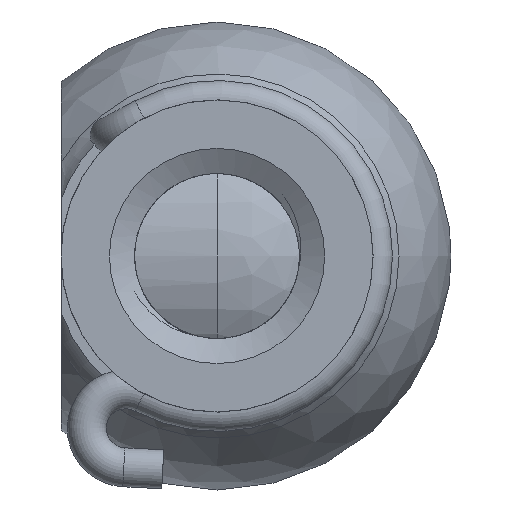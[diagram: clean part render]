
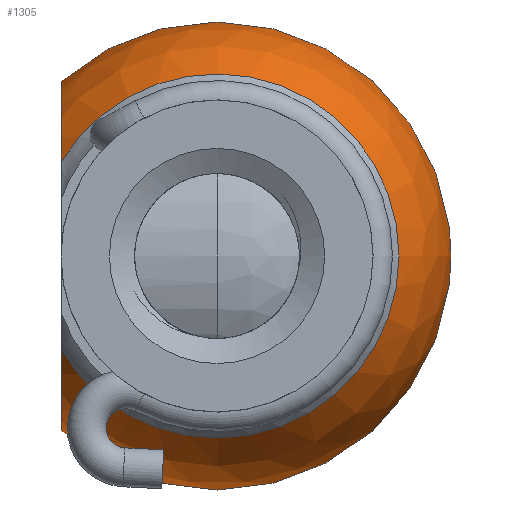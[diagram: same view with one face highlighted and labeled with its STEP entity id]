
A CAD part, left-side view. The second image highlights one B-rep face of the part: STEP entity #1305.
In plain terms, the highlighted spherical face has radius 6 mm.
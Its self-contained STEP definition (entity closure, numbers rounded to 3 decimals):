
#32=FACE_BOUND('',#142,.T.);
#39=SPHERICAL_SURFACE('',#1393,6.);
#79=FACE_OUTER_BOUND('',#141,.T.);
#141=EDGE_LOOP('',(#982,#983,#984,#985,#986));
#142=EDGE_LOOP('',(#987,#988));
#286=B_SPLINE_CURVE_WITH_KNOTS('',3,(#9872,#9873,#9874,#9875,#9876,#9877,
#9878,#9879,#9880,#9881,#9882,#9883,#9884,#9885,#9886,#9887,#9888,#9889,
#9890,#9891,#9892,#9893),.UNSPECIFIED.,.F.,.F.,(4,2,2,2,2,2,2,2,2,2,4),
(0.,0.024,0.047,0.073,0.099,
0.12,0.131,0.141,0.152,
0.162,0.182),.UNSPECIFIED.);
#287=B_SPLINE_CURVE_WITH_KNOTS('',3,(#9894,#9895,#9896,#9897,#9898,#9899,
#9900,#9901,#9902,#9903,#9904,#9905,#9906,#9907,#9908,#9909,#9910,#9911),
 .UNSPECIFIED.,.F.,.F.,(4,2,2,2,2,2,2,2,4),(0.182,0.207,
0.232,0.257,0.281,0.302,
0.322,0.342,0.362),.UNSPECIFIED.);
#313=CIRCLE('',#1389,4.667);
#314=CIRCLE('',#1390,4.667);
#317=CIRCLE('',#1394,4.472);
#318=CIRCLE('',#1395,6.);
#550=VERTEX_POINT('',#9809);
#551=VERTEX_POINT('',#9810);
#552=VERTEX_POINT('',#9812);
#559=VERTEX_POINT('',#9868);
#560=VERTEX_POINT('',#9870);
#561=VERTEX_POINT('',#9871);
#734=EDGE_CURVE('',#550,#551,#313,.T.);
#735=EDGE_CURVE('',#551,#552,#314,.T.);
#743=EDGE_CURVE('',#550,#552,#317,.T.);
#744=EDGE_CURVE('',#551,#559,#318,.T.);
#745=EDGE_CURVE('',#560,#561,#286,.T.);
#746=EDGE_CURVE('',#561,#560,#287,.T.);
#982=ORIENTED_EDGE('',*,*,#743,.T.);
#983=ORIENTED_EDGE('',*,*,#735,.F.);
#984=ORIENTED_EDGE('',*,*,#744,.T.);
#985=ORIENTED_EDGE('',*,*,#744,.F.);
#986=ORIENTED_EDGE('',*,*,#734,.F.);
#987=ORIENTED_EDGE('',*,*,#745,.F.);
#988=ORIENTED_EDGE('',*,*,#746,.F.);
#1305=ADVANCED_FACE('',(#79,#32),#39,.T.);
#1389=AXIS2_PLACEMENT_3D('',#9811,#1564,#1565);
#1390=AXIS2_PLACEMENT_3D('',#9813,#1566,#1567);
#1393=AXIS2_PLACEMENT_3D('',#9866,#1572,#1573);
#1394=AXIS2_PLACEMENT_3D('',#9867,#1574,#1575);
#1395=AXIS2_PLACEMENT_3D('',#9869,#1576,#1577);
#1564=DIRECTION('center_axis',(-1.,0.,0.));
#1565=DIRECTION('ref_axis',(0.,1.,0.));
#1566=DIRECTION('center_axis',(-1.,0.,0.));
#1567=DIRECTION('ref_axis',(0.,1.,0.));
#1572=DIRECTION('center_axis',(-1.,0.,0.));
#1573=DIRECTION('ref_axis',(0.,1.,0.));
#1574=DIRECTION('center_axis',(0.,-1.,0.));
#1575=DIRECTION('ref_axis',(0.,0.,-1.));
#1576=DIRECTION('center_axis',(0.,0.,
1.));
#1577=DIRECTION('ref_axis',(0.,-1.,0.));
#9809=CARTESIAN_POINT('',(18.229,4.,-2.404));
#9810=CARTESIAN_POINT('',(18.229,-4.667,0.));
#9811=CARTESIAN_POINT('Origin',(18.229,0.,0.));
#9812=CARTESIAN_POINT('',(18.229,4.,2.404));
#9813=CARTESIAN_POINT('Origin',(18.229,0.,0.));
#9866=CARTESIAN_POINT('Origin',(22.,0.,0.));
#9867=CARTESIAN_POINT('Origin',(22.,4.,0.));
#9868=CARTESIAN_POINT('',(28.,0.,0.));
#9869=CARTESIAN_POINT('Origin',(22.,0.,0.));
#9870=CARTESIAN_POINT('',(26.671,2.755,2.567));
#9871=CARTESIAN_POINT('',(25.96,2.755,3.567));
#9872=CARTESIAN_POINT('Ctrl Pts',(26.671,2.755,2.567));
#9873=CARTESIAN_POINT('Ctrl Pts',(26.631,2.823,2.567));
#9874=CARTESIAN_POINT('Ctrl Pts',(26.581,2.89,2.581));
#9875=CARTESIAN_POINT('Ctrl Pts',(26.474,3.01,2.632));
#9876=CARTESIAN_POINT('Ctrl Pts',(26.417,3.062,2.668));
#9877=CARTESIAN_POINT('Ctrl Pts',(26.304,3.148,2.751));
#9878=CARTESIAN_POINT('Ctrl Pts',(26.239,3.188,2.807));
#9879=CARTESIAN_POINT('Ctrl Pts',(26.113,3.241,2.93));
#9880=CARTESIAN_POINT('Ctrl Pts',(26.052,3.255,2.999));
#9881=CARTESIAN_POINT('Ctrl Pts',(25.956,3.255,3.124));
#9882=CARTESIAN_POINT('Ctrl Pts',(25.913,3.245,3.188));
#9883=CARTESIAN_POINT('Ctrl Pts',(25.865,3.208,3.281));
#9884=CARTESIAN_POINT('Ctrl Pts',(25.852,3.193,3.312));
#9885=CARTESIAN_POINT('Ctrl Pts',(25.833,3.154,3.371));
#9886=CARTESIAN_POINT('Ctrl Pts',(25.827,3.132,3.398));
#9887=CARTESIAN_POINT('Ctrl Pts',(25.823,3.082,3.447));
#9888=CARTESIAN_POINT('Ctrl Pts',(25.826,3.055,3.469));
#9889=CARTESIAN_POINT('Ctrl Pts',(25.837,2.998,3.506));
#9890=CARTESIAN_POINT('Ctrl Pts',(25.847,2.967,3.521));
#9891=CARTESIAN_POINT('Ctrl Pts',(25.884,2.875,3.557));
#9892=CARTESIAN_POINT('Ctrl Pts',(25.921,2.811,3.567));
#9893=CARTESIAN_POINT('Ctrl Pts',(25.96,2.755,3.567));
#9894=CARTESIAN_POINT('Ctrl Pts',(25.96,2.755,3.567));
#9895=CARTESIAN_POINT('Ctrl Pts',(26.008,2.687,3.567));
#9896=CARTESIAN_POINT('Ctrl Pts',(26.065,2.619,3.553));
#9897=CARTESIAN_POINT('Ctrl Pts',(26.186,2.497,3.5));
#9898=CARTESIAN_POINT('Ctrl Pts',(26.249,2.443,3.462));
#9899=CARTESIAN_POINT('Ctrl Pts',(26.362,2.359,3.378));
#9900=CARTESIAN_POINT('Ctrl Pts',(26.423,2.322,3.325));
#9901=CARTESIAN_POINT('Ctrl Pts',(26.538,2.27,3.203));
#9902=CARTESIAN_POINT('Ctrl Pts',(26.592,2.255,3.135));
#9903=CARTESIAN_POINT('Ctrl Pts',(26.675,2.255,3.01));
#9904=CARTESIAN_POINT('Ctrl Pts',(26.712,2.266,2.945));
#9905=CARTESIAN_POINT('Ctrl Pts',(26.764,2.316,2.82));
#9906=CARTESIAN_POINT('Ctrl Pts',(26.779,2.355,2.76));
#9907=CARTESIAN_POINT('Ctrl Pts',(26.785,2.451,2.665));
#9908=CARTESIAN_POINT('Ctrl Pts',(26.776,2.51,2.626));
#9909=CARTESIAN_POINT('Ctrl Pts',(26.735,2.634,2.578));
#9910=CARTESIAN_POINT('Ctrl Pts',(26.705,2.698,2.567));
#9911=CARTESIAN_POINT('Ctrl Pts',(26.671,2.755,2.567));
